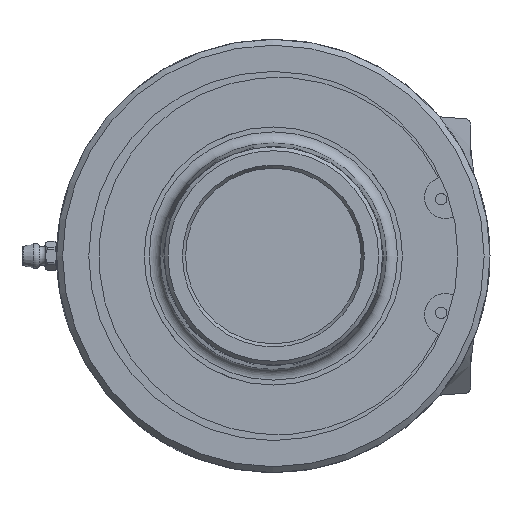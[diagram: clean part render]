
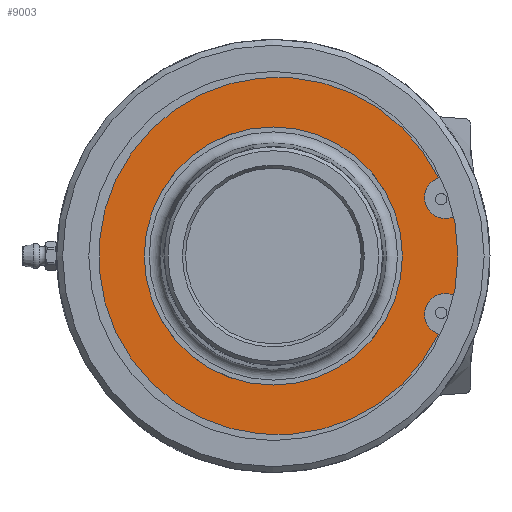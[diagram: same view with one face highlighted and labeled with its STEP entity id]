
A CAD part, left-side view. The second image highlights one B-rep face of the part: STEP entity #9003.
In plain terms, the highlighted planar face has unit normal (-1, 0, 0).
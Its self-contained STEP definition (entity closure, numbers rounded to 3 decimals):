
#21=FACE_BOUND('',#1439,.T.);
#257=CIRCLE('',#9592,53.8);
#258=CIRCLE('',#9594,5.682);
#259=CIRCLE('',#9595,48.478);
#260=CIRCLE('',#9596,5.682);
#261=CIRCLE('',#9597,35.);
#262=CIRCLE('',#9598,35.);
#907=FACE_OUTER_BOUND('',#1438,.T.);
#1438=EDGE_LOOP('',(#6062,#6063,#6064,#6065,#6066,#6067));
#1439=EDGE_LOOP('',(#6068,#6069));
#2520=LINE('',#15099,#2990);
#2521=LINE('',#15101,#2991);
#2990=VECTOR('',#10432,4.13);
#2991=VECTOR('',#10433,4.13);
#3541=VERTEX_POINT('',#15087);
#3545=VERTEX_POINT('',#15094);
#3546=VERTEX_POINT('',#15098);
#3547=VERTEX_POINT('',#15100);
#3548=VERTEX_POINT('',#15102);
#3549=VERTEX_POINT('',#15104);
#3550=VERTEX_POINT('',#15107);
#3551=VERTEX_POINT('',#15108);
#4538=EDGE_CURVE('',#3541,#3545,#257,.T.);
#4539=EDGE_CURVE('',#3546,#3541,#2520,.T.);
#4540=EDGE_CURVE('',#3545,#3547,#2521,.T.);
#4541=EDGE_CURVE('',#3547,#3548,#258,.T.);
#4542=EDGE_CURVE('',#3548,#3549,#259,.T.);
#4543=EDGE_CURVE('',#3549,#3546,#260,.T.);
#4544=EDGE_CURVE('',#3550,#3551,#261,.T.);
#4545=EDGE_CURVE('',#3551,#3550,#262,.T.);
#6062=ORIENTED_EDGE('',*,*,#4539,.T.);
#6063=ORIENTED_EDGE('',*,*,#4538,.T.);
#6064=ORIENTED_EDGE('',*,*,#4540,.T.);
#6065=ORIENTED_EDGE('',*,*,#4541,.T.);
#6066=ORIENTED_EDGE('',*,*,#4542,.T.);
#6067=ORIENTED_EDGE('',*,*,#4543,.T.);
#6068=ORIENTED_EDGE('',*,*,#4544,.T.);
#6069=ORIENTED_EDGE('',*,*,#4545,.T.);
#8640=PLANE('',#9593);
#9003=ADVANCED_FACE('',(#907,#21),#8640,.F.);
#9592=AXIS2_PLACEMENT_3D('',#15096,#10428,#10429);
#9593=AXIS2_PLACEMENT_3D('',#15097,#10430,#10431);
#9594=AXIS2_PLACEMENT_3D('',#15103,#10434,#10435);
#9595=AXIS2_PLACEMENT_3D('',#15105,#10436,#10437);
#9596=AXIS2_PLACEMENT_3D('',#15106,#10438,#10439);
#9597=AXIS2_PLACEMENT_3D('',#15109,#10440,#10441);
#9598=AXIS2_PLACEMENT_3D('',#15110,#10442,#10443);
#10428=DIRECTION('center_axis',(-1.,0.,0.));
#10429=DIRECTION('ref_axis',(0.,1.,0.));
#10430=DIRECTION('center_axis',(1.,0.,0.));
#10431=DIRECTION('ref_axis',(0.,0.,-1.));
#10432=DIRECTION('',(0.,-0.96,-0.281));
#10433=DIRECTION('',(0.,0.96,-0.281));
#10434=DIRECTION('center_axis',(1.,0.,0.));
#10435=DIRECTION('ref_axis',(0.,0.335,0.942));
#10436=DIRECTION('center_axis',(-1.,0.,0.));
#10437=DIRECTION('ref_axis',(0.,-0.899,-0.437));
#10438=DIRECTION('center_axis',(1.,0.,0.));
#10439=DIRECTION('ref_axis',(0.,-0.335,0.942));
#10440=DIRECTION('center_axis',(1.,0.,0.));
#10441=DIRECTION('ref_axis',(0.,-1.,0.));
#10442=DIRECTION('center_axis',(1.,0.,0.));
#10443=DIRECTION('ref_axis',(0.,-1.,0.));
#15087=CARTESIAN_POINT('',(10.375,-52.522,-11.656));
#15094=CARTESIAN_POINT('',(10.375,-52.522,11.656));
#15096=CARTESIAN_POINT('Origin',(10.375,0.,0.));
#15097=CARTESIAN_POINT('Origin',(10.375,26.9,0.));
#15098=CARTESIAN_POINT('',(10.375,-48.558,-10.495));
#15099=CARTESIAN_POINT('',(10.375,-48.558,-10.495));
#15100=CARTESIAN_POINT('',(10.375,-48.558,10.495));
#15101=CARTESIAN_POINT('',(10.375,-52.522,11.656));
#15102=CARTESIAN_POINT('',(10.375,-44.751,21.202));
#15103=CARTESIAN_POINT('Origin',(10.375,-46.655,15.848));
#15104=CARTESIAN_POINT('',(10.375,-44.751,-21.202));
#15105=CARTESIAN_POINT('Origin',(10.375,-1.155,0.));
#15106=CARTESIAN_POINT('Origin',(10.375,-46.655,-15.848));
#15107=CARTESIAN_POINT('',(10.375,-35.,0.));
#15108=CARTESIAN_POINT('',(10.375,35.,0.));
#15109=CARTESIAN_POINT('Origin',(10.375,0.,0.));
#15110=CARTESIAN_POINT('Origin',(10.375,0.,0.));
